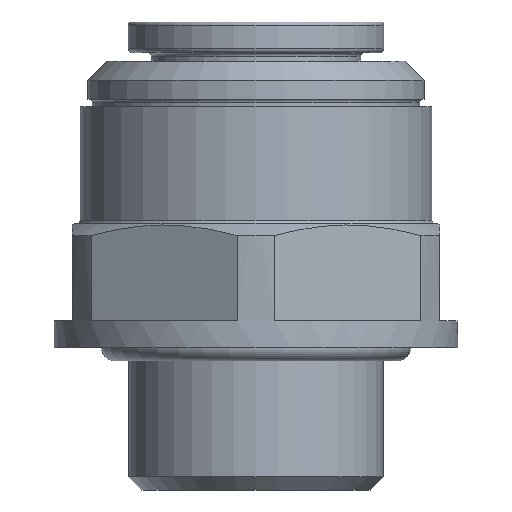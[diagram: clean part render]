
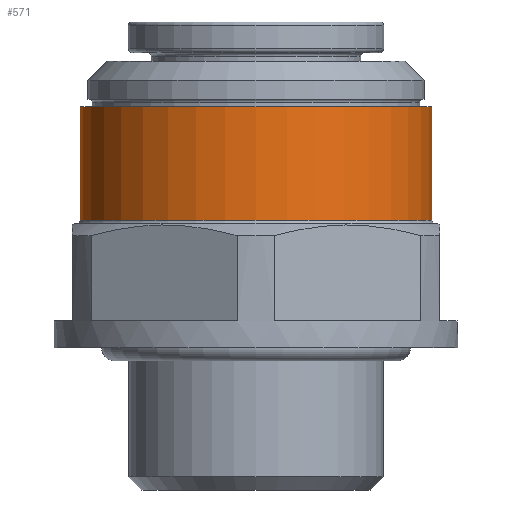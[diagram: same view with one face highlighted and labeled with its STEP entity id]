
A CAD part, front view. The second image highlights one B-rep face of the part: STEP entity #571.
In plain terms, the highlighted cylindrical face has radius 11.5 mm (diameter 23 mm), a full revolution.
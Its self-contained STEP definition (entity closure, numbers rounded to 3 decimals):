
#70=CYLINDRICAL_SURFACE('',#643,11.5);
#112=ORIENTED_EDGE('',*,*,#233,.F.);
#113=ORIENTED_EDGE('',*,*,#232,.T.);
#232=EDGE_CURVE('',#299,#299,#354,.T.);
#233=EDGE_CURVE('',#300,#300,#355,.T.);
#299=VERTEX_POINT('',#939);
#300=VERTEX_POINT('',#942);
#354=CIRCLE('',#642,11.5);
#355=CIRCLE('',#644,11.5);
#411=EDGE_LOOP('',(#112));
#412=EDGE_LOOP('',(#113));
#487=FACE_BOUND('',#411,.T.);
#488=FACE_BOUND('',#412,.T.);
#571=ADVANCED_FACE('',(#487,#488),#70,.T.);
#642=AXIS2_PLACEMENT_3D('',#938,#759,#760);
#643=AXIS2_PLACEMENT_3D('',#940,#761,#762);
#644=AXIS2_PLACEMENT_3D('',#941,#763,#764);
#759=DIRECTION('',(0.,0.,-1.));
#760=DIRECTION('',(-1.,0.,0.));
#761=DIRECTION('',(0.,0.,-1.));
#762=DIRECTION('',(-1.,0.,0.));
#763=DIRECTION('',(0.,0.,-1.));
#764=DIRECTION('',(-1.,0.,0.));
#938=CARTESIAN_POINT('',(0.,0.,15.75));
#939=CARTESIAN_POINT('',(-11.5,0.,15.75));
#940=CARTESIAN_POINT('',(0.,0.,-9.3));
#941=CARTESIAN_POINT('',(0.,0.,8.35));
#942=CARTESIAN_POINT('',(-11.5,0.,8.35));
